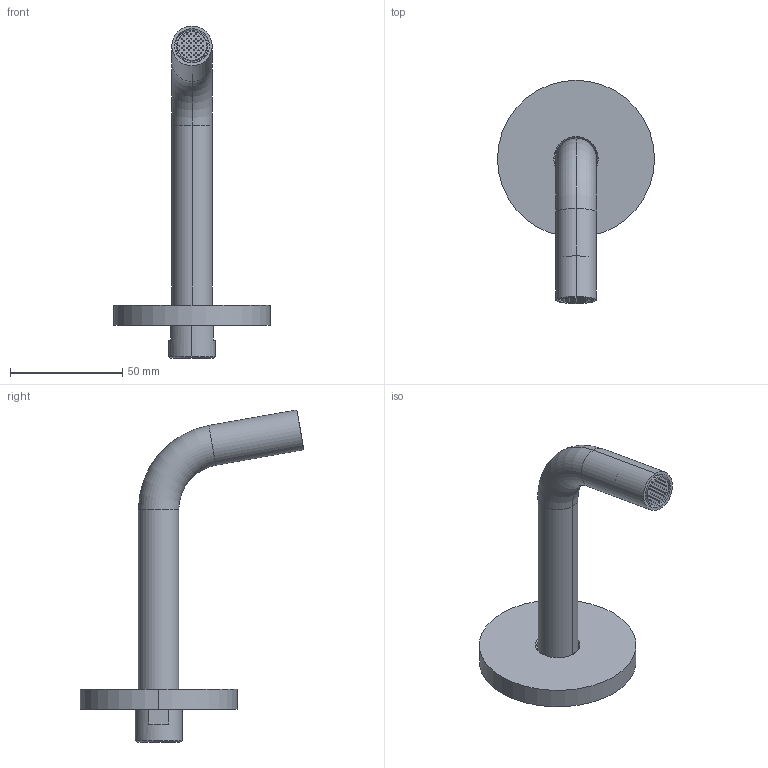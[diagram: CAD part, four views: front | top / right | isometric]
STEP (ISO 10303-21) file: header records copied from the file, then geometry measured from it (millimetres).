
FILE_DESCRIPTION((''),'2;1');
FILE_NAME('ZBOC103CR','2021-09-29T09:28:09',('ut3'),('PAFFONI SpA'),'CREO PARAMETRIC BY PTC INC, 2020044','CREO PARAMETRIC BY PTC INC, 2020044','');
FILE_SCHEMA(('CONFIG_CONTROL_DESIGN','SHAPE_APPEARANCE_LAYERS_GROUPS'));
Length unit declared in the file: millimetre
Products named in the file (1): ZBOC103CR
Bounding box: 70 x 99.78 x 148.08 mm (x, y, z)
Volume: 31907.3 mm3; surface area: 32795.1 mm2
Topology: 2 solids, 3 shells, 383 faces, 1127 edges, 732 vertices
Faces by surface type: cylinder 258, plane 93, cone 24, torus 8
Entity records: 18947 total; most frequent: CARTESIAN_POINT 5591, ORIENTED_EDGE 2246, DIRECTION 2154, EDGE_CURVE 1123, AXIS2_PLACEMENT_3D 878, VERTEX_POINT 732, EDGE_LOOP 587, CIRCLE 495
